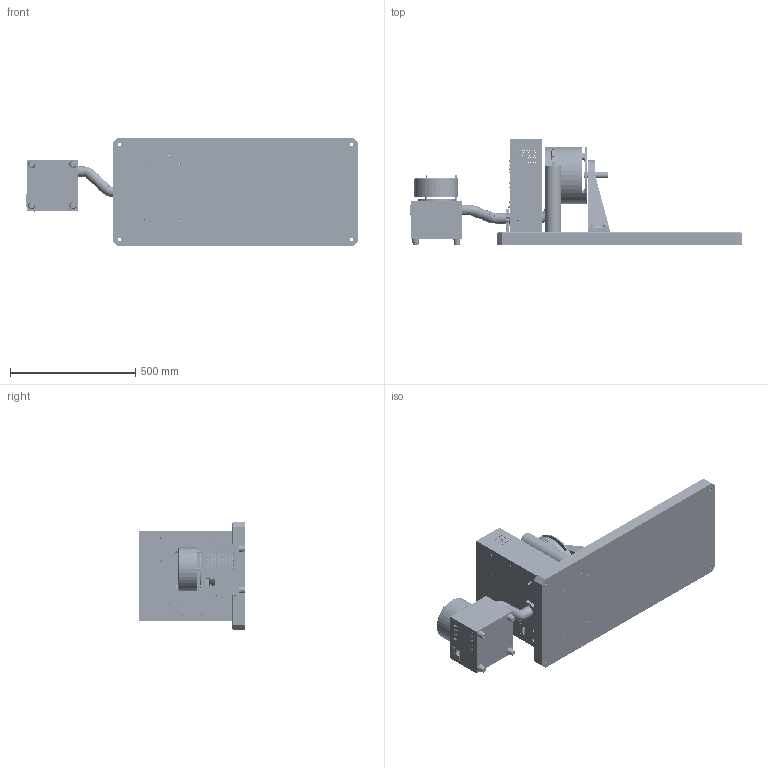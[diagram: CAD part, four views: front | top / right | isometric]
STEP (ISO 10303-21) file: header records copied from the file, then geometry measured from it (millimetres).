
FILE_DESCRIPTION (( 'STEP AP203' ), '1' );
FILE_NAME ('HD-810-XC1-0200_-.stp', '2022-07-15T15:25:09', ( '' ), ( '' ), 'SwSTEP 2.0', 'SolidWorks 2020', '' );
FILE_SCHEMA (( 'CONFIG_CONTROL_DESIGN' ));
Length unit declared in the file: millimetre
Products named in the file (1): HD-810-XC1-0200_-
Bounding box: 1325.96 x 424.84 x 431.8 mm (x, y, z)
Surface area: 2821778.6 mm2 (no closed solid volume)
Topology: 0 solids, 179 shells, 1450 faces, 6100 edges, 4754 vertices
Faces by surface type: cylinder 916, plane 411, torus 58, cone 37, bspline 25, sphere 3
Full cylindrical faces by diameter (mm): 1.016 x6, 2.8 x1, 3.572 x2, 3.8 x726, 4.3 x1, 4.366 x2, 4.75 x3, 4.763 x3, 5.105 x1, 5.182 x1, 5.41 x2, 5.563 x4, 6.345 x1, 6.35 x2, 6.528 x4, 6.655 x4, 7.937 x1, 7.938 x2, 8.3 x1, 8.331 x2, 8.433 x1, 8.458 x1, 9.169 x5, 9.5 x2, 9.525 x10, 10 x5, 10.236 x2, 10.7 x2, 10.82 x2, 11.906 x4
Entity records: 65108 total; most frequent: CARTESIAN_POINT 19663, DIRECTION 9499, ORIENTED_EDGE 6466, EDGE_CURVE 4433, VERTEX_POINT 4018, EDGE_LOOP 3984, AXIS2_PLACEMENT_3D 3964, CIRCLE 2538
